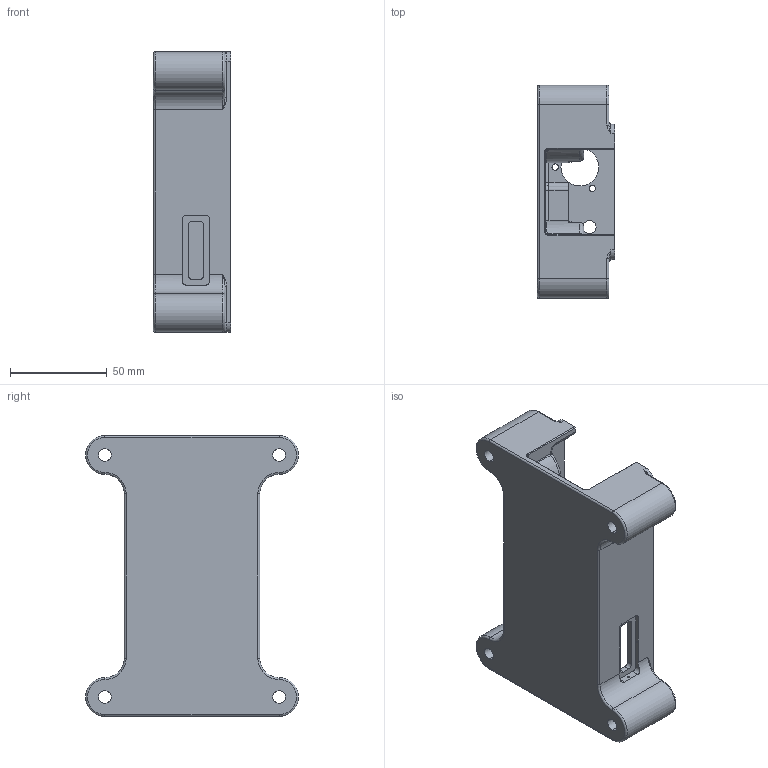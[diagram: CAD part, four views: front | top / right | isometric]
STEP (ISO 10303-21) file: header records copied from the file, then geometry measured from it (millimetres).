
FILE_DESCRIPTION (( 'STEP AP214' ), '1' );
FILE_NAME ('body.STEP', '2023-01-20T22:11:46', ( '' ), ( '' ), 'SwSTEP 2.0', 'SolidWorks 2022', '' );
FILE_SCHEMA (( 'AUTOMOTIVE_DESIGN' ));
Length unit declared in the file: millimetre
Products named in the file (1): body
Bounding box: 40 x 110 x 145 mm (x, y, z)
Volume: 189678.2 mm3; surface area: 59956.3 mm2
Topology: 1 solids, 1 shells, 314 faces, 800 edges, 463 vertices
Faces by surface type: cylinder 153, plane 64, torus 45, bspline 26, cone 22, sphere 4
Entity records: 10527 total; most frequent: CARTESIAN_POINT 2961, DIRECTION 1595, ORIENTED_EDGE 1502, EDGE_CURVE 751, AXIS2_PLACEMENT_3D 634, VERTEX_POINT 458, EDGE_LOOP 353, CIRCLE 345
